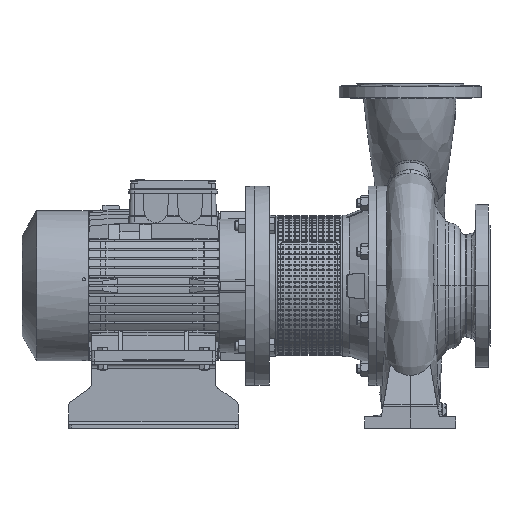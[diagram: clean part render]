
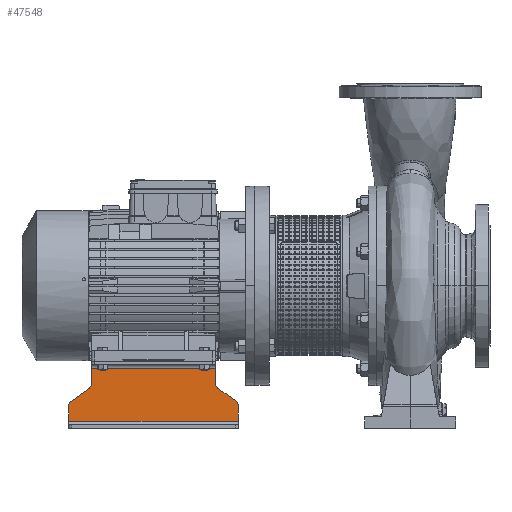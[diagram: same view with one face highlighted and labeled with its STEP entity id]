
A CAD part, front view. The second image highlights one B-rep face of the part: STEP entity #47548.
In plain terms, the highlighted face is planar.
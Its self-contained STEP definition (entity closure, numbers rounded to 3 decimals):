
#833 = ORIENTED_EDGE ( 'NONE', *, *, #86459, .F. ) ;
#1655 = AXIS2_PLACEMENT_3D ( 'NONE', #157302, #138470, #126452 ) ;
#3103 = CARTESIAN_POINT ( 'NONE',  ( -144.87, 6., 47.494 ) ) ;
#4087 = ORIENTED_EDGE ( 'NONE', *, *, #138275, .F. ) ;
#7763 = EDGE_CURVE ( 'NONE', #19318, #126720, #70382, .T. ) ;
#7892 = ORIENTED_EDGE ( 'NONE', *, *, #15147, .F. ) ;
#11323 = LINE ( 'NONE', #44134, #191721 ) ;
#15147 = EDGE_CURVE ( 'NONE', #29537, #90613, #98150, .T. ) ;
#15991 = CARTESIAN_POINT ( 'NONE',  ( -109., 6., 73.5 ) ) ;
#17348 = DIRECTION ( 'NONE',  ( 0., -1., 0. ) ) ;
#17351 = ORIENTED_EDGE ( 'NONE', *, *, #7763, .F. ) ;
#19318 = VERTEX_POINT ( 'NONE', #54435 ) ;
#19560 = DIRECTION ( 'NONE',  ( 0., 0., -1. ) ) ;
#21693 = CARTESIAN_POINT ( 'NONE',  ( -149., 6., 129.8 ) ) ;
#28440 = EDGE_CURVE ( 'NONE', #29537, #108773, #127025, .T. ) ;
#28848 = DIRECTION ( 'NONE',  ( 0., 0., 1. ) ) ;
#29537 = VERTEX_POINT ( 'NONE', #196856 ) ;
#30420 = VERTEX_POINT ( 'NONE', #73669 ) ;
#31806 = CARTESIAN_POINT ( 'NONE',  ( 139., 6., 39.398 ) ) ;
#34929 = DIRECTION ( 'NONE',  ( 0., 0., -1. ) ) ;
#35396 = LINE ( 'NONE', #129899, #185401 ) ;
#41411 = DIRECTION ( 'NONE',  ( -1., 0., 0. ) ) ;
#42797 = ORIENTED_EDGE ( 'NONE', *, *, #45939, .T. ) ;
#44134 = CARTESIAN_POINT ( 'NONE',  ( 149., 6., 44.5 ) ) ;
#45939 = EDGE_CURVE ( 'NONE', #108773, #60482, #125670, .T. ) ;
#46816 = VECTOR ( 'NONE', #166276, 1000. ) ;
#47548 = ADVANCED_FACE ( 'NONE', ( #96576 ), #81656, .F. ) ;
#49073 = EDGE_LOOP ( 'NONE', ( #164574, #74369, #136251, #4087, #17351, #192296, #136549, #157487, #833, #7892, #178830, #42797 ) ) ;
#49833 = LINE ( 'NONE', #110529, #172956 ) ;
#50562 = LINE ( 'NONE', #125222, #99086 ) ;
#54435 = CARTESIAN_POINT ( 'NONE',  ( -149., 6., 39.398 ) ) ;
#55613 = AXIS2_PLACEMENT_3D ( 'NONE', #111518, #125502, #34929 ) ;
#56328 = CARTESIAN_POINT ( 'NONE',  ( -149., 6., 105.5 ) ) ;
#59001 = CIRCLE ( 'NONE', #167154, 10. ) ;
#60482 = VERTEX_POINT ( 'NONE', #122943 ) ;
#64493 = CIRCLE ( 'NONE', #153455, 10. ) ;
#67284 = CARTESIAN_POINT ( 'NONE',  ( -109., 6., 105.5 ) ) ;
#70382 = LINE ( 'NONE', #21693, #115519 ) ;
#72095 = EDGE_CURVE ( 'NONE', #30420, #187873, #150111, .T. ) ;
#73669 = CARTESIAN_POINT ( 'NONE',  ( -113.13, 6., 70.506 ) ) ;
#73709 = LINE ( 'NONE', #15991, #46816 ) ;
#74369 = ORIENTED_EDGE ( 'NONE', *, *, #117581, .F. ) ;
#76569 = DIRECTION ( 'NONE',  ( 0., -1., 0. ) ) ;
#78027 = VERTEX_POINT ( 'NONE', #164100 ) ;
#79636 = DIRECTION ( 'NONE',  ( 0., 0., -1. ) ) ;
#81239 = CARTESIAN_POINT ( 'NONE',  ( 109., 6., 73.5 ) ) ;
#81622 = DIRECTION ( 'NONE',  ( 0., 0., -1. ) ) ;
#81656 = PLANE ( 'NONE',  #55613 ) ;
#81860 = CARTESIAN_POINT ( 'NONE',  ( -149., 6., 12.5 ) ) ;
#81950 = DIRECTION ( 'NONE',  ( 0., 0., -1. ) ) ;
#83942 = VERTEX_POINT ( 'NONE', #176333 ) ;
#84322 = EDGE_CURVE ( 'NONE', #132039, #19318, #59001, .T. ) ;
#85340 = DIRECTION ( 'NONE',  ( 0., 0., -1. ) ) ;
#86459 = EDGE_CURVE ( 'NONE', #90613, #187873, #73709, .T. ) ;
#89700 = AXIS2_PLACEMENT_3D ( 'NONE', #169619, #17348, #81950 ) ;
#90613 = VERTEX_POINT ( 'NONE', #67284 ) ;
#96576 = FACE_OUTER_BOUND ( 'NONE', #49073, .T. ) ;
#98150 = LINE ( 'NONE', #56328, #124719 ) ;
#99086 = VECTOR ( 'NONE', #111248, 1000. ) ;
#100725 = EDGE_CURVE ( 'NONE', #146887, #83942, #49833, .T. ) ;
#108773 = VERTEX_POINT ( 'NONE', #158402 ) ;
#110529 = CARTESIAN_POINT ( 'NONE',  ( 149., 6., 129.8 ) ) ;
#111033 = DIRECTION ( 'NONE',  ( -0.81, 0., -0.587 ) ) ;
#111248 = DIRECTION ( 'NONE',  ( 1., 0., 0. ) ) ;
#111518 = CARTESIAN_POINT ( 'NONE',  ( -149., 6., 105.5 ) ) ;
#115519 = VECTOR ( 'NONE', #85340, 1000. ) ;
#117581 = EDGE_CURVE ( 'NONE', #146887, #78027, #64493, .T. ) ;
#122943 = CARTESIAN_POINT ( 'NONE',  ( 113.13, 6., 70.506 ) ) ;
#124719 = VECTOR ( 'NONE', #41411, 1000. ) ;
#125222 = CARTESIAN_POINT ( 'NONE',  ( -149., 6., 12.5 ) ) ;
#125502 = DIRECTION ( 'NONE',  ( 0., -1., 0. ) ) ;
#125670 = CIRCLE ( 'NONE', #1655, 10. ) ;
#126452 = DIRECTION ( 'NONE',  ( 0., 0., -1. ) ) ;
#126720 = VERTEX_POINT ( 'NONE', #81860 ) ;
#127025 = LINE ( 'NONE', #81239, #176965 ) ;
#129899 = CARTESIAN_POINT ( 'NONE',  ( -149., 6., 44.5 ) ) ;
#132039 = VERTEX_POINT ( 'NONE', #3103 ) ;
#136251 = ORIENTED_EDGE ( 'NONE', *, *, #100725, .T. ) ;
#136549 = ORIENTED_EDGE ( 'NONE', *, *, #154659, .F. ) ;
#138275 = EDGE_CURVE ( 'NONE', #126720, #83942, #50562, .T. ) ;
#138470 = DIRECTION ( 'NONE',  ( 0., -1., 0. ) ) ;
#142323 = CARTESIAN_POINT ( 'NONE',  ( -139., 6., 39.398 ) ) ;
#145277 = CARTESIAN_POINT ( 'NONE',  ( -109., 6., 78.602 ) ) ;
#146887 = VERTEX_POINT ( 'NONE', #157940 ) ;
#150111 = CIRCLE ( 'NONE', #89700, 10. ) ;
#153455 = AXIS2_PLACEMENT_3D ( 'NONE', #31806, #76569, #28848 ) ;
#154659 = EDGE_CURVE ( 'NONE', #30420, #132039, #35396, .T. ) ;
#157302 = CARTESIAN_POINT ( 'NONE',  ( 119., 6., 78.602 ) ) ;
#157487 = ORIENTED_EDGE ( 'NONE', *, *, #72095, .T. ) ;
#157940 = CARTESIAN_POINT ( 'NONE',  ( 149., 6., 39.398 ) ) ;
#158402 = CARTESIAN_POINT ( 'NONE',  ( 109., 6., 78.602 ) ) ;
#163593 = DIRECTION ( 'NONE',  ( 0.81, 0., -0.587 ) ) ;
#164100 = CARTESIAN_POINT ( 'NONE',  ( 144.87, 6., 47.494 ) ) ;
#164574 = ORIENTED_EDGE ( 'NONE', *, *, #194165, .T. ) ;
#166276 = DIRECTION ( 'NONE',  ( 0., 0., -1. ) ) ;
#167154 = AXIS2_PLACEMENT_3D ( 'NONE', #142323, #174133, #79636 ) ;
#169619 = CARTESIAN_POINT ( 'NONE',  ( -119., 6., 78.602 ) ) ;
#172956 = VECTOR ( 'NONE', #81622, 1000. ) ;
#174133 = DIRECTION ( 'NONE',  ( 0., -1., 0. ) ) ;
#176333 = CARTESIAN_POINT ( 'NONE',  ( 149., 6., 12.5 ) ) ;
#176965 = VECTOR ( 'NONE', #19560, 1000. ) ;
#178830 = ORIENTED_EDGE ( 'NONE', *, *, #28440, .T. ) ;
#185401 = VECTOR ( 'NONE', #111033, 1000. ) ;
#187873 = VERTEX_POINT ( 'NONE', #145277 ) ;
#191721 = VECTOR ( 'NONE', #163593, 1000. ) ;
#192296 = ORIENTED_EDGE ( 'NONE', *, *, #84322, .F. ) ;
#194165 = EDGE_CURVE ( 'NONE', #60482, #78027, #11323, .T. ) ;
#196856 = CARTESIAN_POINT ( 'NONE',  ( 109., 6., 105.5 ) ) ;
